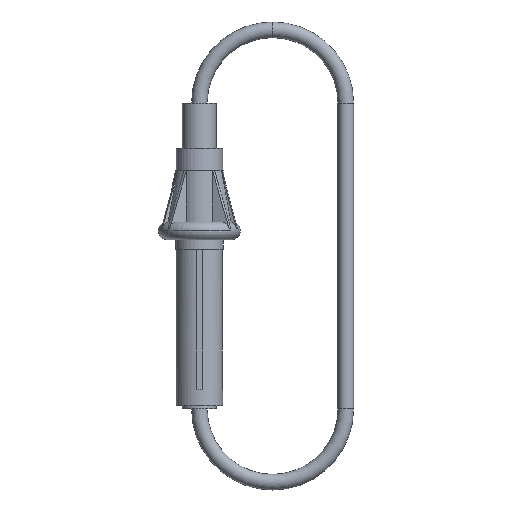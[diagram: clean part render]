
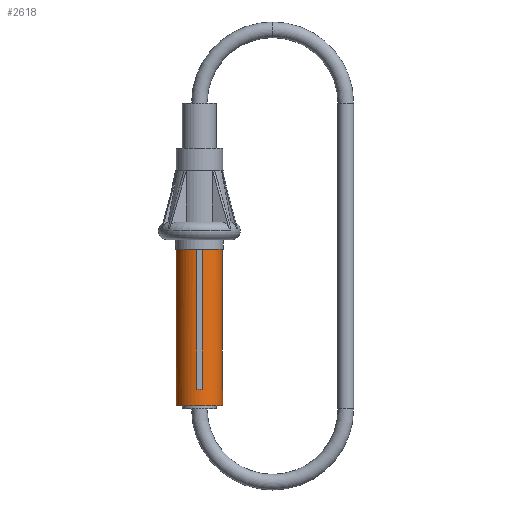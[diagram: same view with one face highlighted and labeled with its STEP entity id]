
A CAD part, front view. The second image highlights one B-rep face of the part: STEP entity #2618.
In plain terms, the highlighted cylindrical face has radius 4.75 mm (diameter 9.5 mm), a partial arc.
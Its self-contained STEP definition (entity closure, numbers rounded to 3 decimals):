
#30 = CARTESIAN_POINT ( 'NONE',  ( -4.75, 0., -34.05 ) ) ;
#78 = DIRECTION ( 'NONE',  ( 0., 0., 1. ) ) ;
#79 = VERTEX_POINT ( 'NONE', #1545 ) ;
#89 = EDGE_CURVE ( 'NONE', #856, #2221, #1225, .T. ) ;
#116 = ORIENTED_EDGE ( 'NONE', *, *, #2600, .F. ) ;
#126 = CARTESIAN_POINT ( 'NONE',  ( -4.715, -0.575, -30.65 ) ) ;
#129 = DIRECTION ( 'NONE',  ( 0., 0., 1. ) ) ;
#148 = DIRECTION ( 'NONE',  ( 0., 0., 1. ) ) ;
#182 = AXIS2_PLACEMENT_3D ( 'NONE', #1434, #1010, #229 ) ;
#229 = DIRECTION ( 'NONE',  ( 1., 0., 0. ) ) ;
#258 = VECTOR ( 'NONE', #2297, 1000. ) ;
#286 = VECTOR ( 'NONE', #1705, 1000. ) ;
#342 = CARTESIAN_POINT ( 'NONE',  ( 0., 0., -34.05 ) ) ;
#366 = DIRECTION ( 'NONE',  ( 1., 0., 0. ) ) ;
#369 = CARTESIAN_POINT ( 'NONE',  ( 0., 0., -30.65 ) ) ;
#380 = EDGE_LOOP ( 'NONE', ( #1839, #1501, #892, #1292, #1635, #2197, #2339, #2118, #1436, #2389, #116, #2092 ) ) ;
#406 = CARTESIAN_POINT ( 'NONE',  ( -0.575, -4.715, -2. ) ) ;
#440 = DIRECTION ( 'NONE',  ( 0., 0., 1. ) ) ;
#546 = AXIS2_PLACEMENT_3D ( 'NONE', #1570, #148, #366 ) ;
#556 = DIRECTION ( 'NONE',  ( 1., 0., 0. ) ) ;
#579 = DIRECTION ( 'NONE',  ( 0., 0., 1. ) ) ;
#588 = LINE ( 'NONE', #1484, #286 ) ;
#620 = LINE ( 'NONE', #711, #258 ) ;
#652 = AXIS2_PLACEMENT_3D ( 'NONE', #342, #2342, #556 ) ;
#675 = VECTOR ( 'NONE', #1474, 1000. ) ;
#711 = CARTESIAN_POINT ( 'NONE',  ( 4.75, 0., -34.05 ) ) ;
#744 = CARTESIAN_POINT ( 'NONE',  ( -4.715, -0.575, -2. ) ) ;
#746 = CARTESIAN_POINT ( 'NONE',  ( -4.715, -0.575, -30.65 ) ) ;
#752 = CARTESIAN_POINT ( 'NONE',  ( 4.715, -0.575, -30.65 ) ) ;
#764 = AXIS2_PLACEMENT_3D ( 'NONE', #369, #129, #1165 ) ;
#835 = CIRCLE ( 'NONE', #546, 4.75 ) ;
#856 = VERTEX_POINT ( 'NONE', #744 ) ;
#892 = ORIENTED_EDGE ( 'NONE', *, *, #1784, .T. ) ;
#931 = CARTESIAN_POINT ( 'NONE',  ( -4.75, 0., -34.05 ) ) ;
#943 = VERTEX_POINT ( 'NONE', #752 ) ;
#944 = CARTESIAN_POINT ( 'NONE',  ( 0., 0., -2. ) ) ;
#1010 = DIRECTION ( 'NONE',  ( 0., 0., 1. ) ) ;
#1015 = CARTESIAN_POINT ( 'NONE',  ( 4.75, 0., -30.65 ) ) ;
#1017 = CYLINDRICAL_SURFACE ( 'NONE', #652, 4.75 ) ;
#1042 = EDGE_CURVE ( 'NONE', #2223, #1445, #2435, .T. ) ;
#1077 = VECTOR ( 'NONE', #78, 1000. ) ;
#1118 = CARTESIAN_POINT ( 'NONE',  ( 4.715, -0.575, -2. ) ) ;
#1133 = CARTESIAN_POINT ( 'NONE',  ( 4.75, 0., -34.05 ) ) ;
#1165 = DIRECTION ( 'NONE',  ( -1., 0., 0. ) ) ;
#1181 = LINE ( 'NONE', #931, #1077 ) ;
#1225 = CIRCLE ( 'NONE', #2236, 4.75 ) ;
#1229 = VERTEX_POINT ( 'NONE', #1880 ) ;
#1286 = DIRECTION ( 'NONE',  ( -1., 0., 0. ) ) ;
#1292 = ORIENTED_EDGE ( 'NONE', *, *, #2259, .F. ) ;
#1296 = EDGE_CURVE ( 'NONE', #1629, #2221, #588, .T. ) ;
#1334 = DIRECTION ( 'NONE',  ( 0., 0., 1. ) ) ;
#1394 = VERTEX_POINT ( 'NONE', #1118 ) ;
#1434 = CARTESIAN_POINT ( 'NONE',  ( 0., 0., -34.05 ) ) ;
#1436 = ORIENTED_EDGE ( 'NONE', *, *, #1296, .T. ) ;
#1438 = CARTESIAN_POINT ( 'NONE',  ( 0., 0., -30.65 ) ) ;
#1445 = VERTEX_POINT ( 'NONE', #1133 ) ;
#1467 = AXIS2_PLACEMENT_3D ( 'NONE', #1438, #440, #2021 ) ;
#1474 = DIRECTION ( 'NONE',  ( 0., 0., 1. ) ) ;
#1484 = CARTESIAN_POINT ( 'NONE',  ( -0.575, -4.715, -30.65 ) ) ;
#1501 = ORIENTED_EDGE ( 'NONE', *, *, #1042, .T. ) ;
#1511 = LINE ( 'NONE', #746, #1988 ) ;
#1545 = CARTESIAN_POINT ( 'NONE',  ( 0.575, -4.715, -30.65 ) ) ;
#1565 = VERTEX_POINT ( 'NONE', #1774 ) ;
#1570 = CARTESIAN_POINT ( 'NONE',  ( 0., 0., -2. ) ) ;
#1617 = CARTESIAN_POINT ( 'NONE',  ( 0.575, -4.715, -30.65 ) ) ;
#1629 = VERTEX_POINT ( 'NONE', #2185 ) ;
#1631 = EDGE_CURVE ( 'NONE', #79, #1229, #1701, .T. ) ;
#1633 = EDGE_CURVE ( 'NONE', #1565, #2454, #1958, .T. ) ;
#1635 = ORIENTED_EDGE ( 'NONE', *, *, #2538, .T. ) ;
#1671 = CIRCLE ( 'NONE', #1467, 4.75 ) ;
#1699 = VECTOR ( 'NONE', #1334, 1000. ) ;
#1701 = LINE ( 'NONE', #1617, #675 ) ;
#1705 = DIRECTION ( 'NONE',  ( 0., 0., 1. ) ) ;
#1763 = EDGE_CURVE ( 'NONE', #2223, #1565, #1181, .T. ) ;
#1774 = CARTESIAN_POINT ( 'NONE',  ( -4.75, 0., -30.65 ) ) ;
#1784 = EDGE_CURVE ( 'NONE', #1445, #2125, #620, .T. ) ;
#1798 = LINE ( 'NONE', #2533, #1699 ) ;
#1839 = ORIENTED_EDGE ( 'NONE', *, *, #1763, .F. ) ;
#1867 = CARTESIAN_POINT ( 'NONE',  ( 0., 0., -30.65 ) ) ;
#1877 = DIRECTION ( 'NONE',  ( 0., 0., 1. ) ) ;
#1880 = CARTESIAN_POINT ( 'NONE',  ( 0.575, -4.715, -2. ) ) ;
#1894 = EDGE_CURVE ( 'NONE', #1229, #1394, #835, .T. ) ;
#1958 = CIRCLE ( 'NONE', #2057, 4.75 ) ;
#1988 = VECTOR ( 'NONE', #579, 1000. ) ;
#2017 = EDGE_CURVE ( 'NONE', #1629, #79, #2463, .T. ) ;
#2021 = DIRECTION ( 'NONE',  ( -1., 0., 0. ) ) ;
#2057 = AXIS2_PLACEMENT_3D ( 'NONE', #1867, #1877, #1286 ) ;
#2092 = ORIENTED_EDGE ( 'NONE', *, *, #1633, .F. ) ;
#2118 = ORIENTED_EDGE ( 'NONE', *, *, #2017, .F. ) ;
#2125 = VERTEX_POINT ( 'NONE', #1015 ) ;
#2138 = FACE_OUTER_BOUND ( 'NONE', #380, .T. ) ;
#2170 = DIRECTION ( 'NONE',  ( 0., 0., 1. ) ) ;
#2185 = CARTESIAN_POINT ( 'NONE',  ( -0.575, -4.715, -30.65 ) ) ;
#2197 = ORIENTED_EDGE ( 'NONE', *, *, #1894, .F. ) ;
#2221 = VERTEX_POINT ( 'NONE', #406 ) ;
#2223 = VERTEX_POINT ( 'NONE', #30 ) ;
#2236 = AXIS2_PLACEMENT_3D ( 'NONE', #944, #2170, #2375 ) ;
#2259 = EDGE_CURVE ( 'NONE', #943, #2125, #1671, .T. ) ;
#2297 = DIRECTION ( 'NONE',  ( 0., 0., 1. ) ) ;
#2339 = ORIENTED_EDGE ( 'NONE', *, *, #1631, .F. ) ;
#2342 = DIRECTION ( 'NONE',  ( 0., 0., 1. ) ) ;
#2375 = DIRECTION ( 'NONE',  ( 1., 0., 0. ) ) ;
#2389 = ORIENTED_EDGE ( 'NONE', *, *, #89, .F. ) ;
#2435 = CIRCLE ( 'NONE', #182, 4.75 ) ;
#2454 = VERTEX_POINT ( 'NONE', #126 ) ;
#2463 = CIRCLE ( 'NONE', #764, 4.75 ) ;
#2533 = CARTESIAN_POINT ( 'NONE',  ( 4.715, -0.575, -30.65 ) ) ;
#2538 = EDGE_CURVE ( 'NONE', #943, #1394, #1798, .T. ) ;
#2600 = EDGE_CURVE ( 'NONE', #2454, #856, #1511, .T. ) ;
#2618 = ADVANCED_FACE ( 'NONE', ( #2138 ), #1017, .T. ) ;
